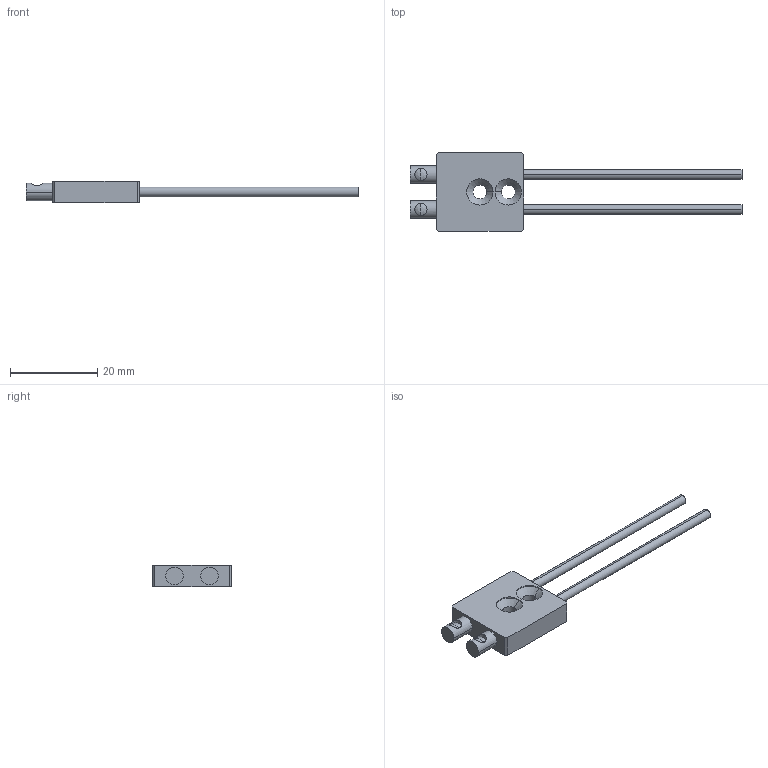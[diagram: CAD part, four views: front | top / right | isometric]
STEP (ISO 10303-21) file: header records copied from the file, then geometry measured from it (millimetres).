
FILE_DESCRIPTION (( 'STEP AP214' ), '1' );
FILE_NAME ('GPF-D023-LF-HM.STEP', '2017-11-18T02:01:37', ( '' ), ( '' ), 'SwSTEP 2.0', 'SolidWorks 2018', '' );
FILE_SCHEMA (( 'AUTOMOTIVE_DESIGN' ));
Length unit declared in the file: millimetre
Products named in the file (4): GPF-D023-LF-HM; GPF-D023-LF-HM_HEAD; GPF-D023-LF-HM_GLASS FIBER; GPF-D023-LF-HM_LENS
Assembly tree (5 placements, depth 2):
  GPF-D023-LF-HM
    GPF-D023-LF-HM_HEAD
    GPF-D023-LF-HM_GLASS FIBER  x2
    GPF-D023-LF-HM_LENS  x2
Bounding box: 76 x 18 x 5 mm (x, y, z)
Volume: 2202.9 mm3; surface area: 2077.5 mm2
Topology: 5 solids, 5 shells, 46 faces, 96 edges, 58 vertices
Faces by surface type: cylinder 20, plane 18, cone 4, bspline 4
Entity records: 1174 total; most frequent: CARTESIAN_POINT 241, DIRECTION 174, ORIENTED_EDGE 144, EDGE_CURVE 72, AXIS2_PLACEMENT_3D 66, VERTEX_POINT 45, LINE 42, VECTOR 42
